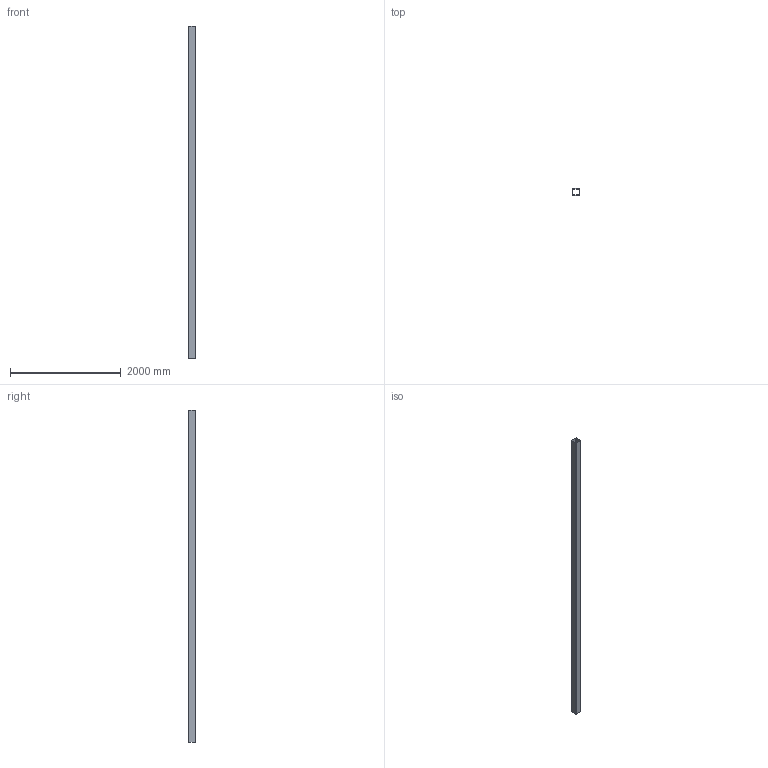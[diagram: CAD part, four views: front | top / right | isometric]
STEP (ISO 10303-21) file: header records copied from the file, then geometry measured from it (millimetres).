
FILE_DESCRIPTION (( 'STEP AP203' ), '1' );
FILE_NAME ('1374-18.step', '2015-09-17T14:43:06', ( '' ), ( '' ), 'SwSTEP 2.0', 'SolidWorks 2015', '' );
FILE_SCHEMA (( 'CONFIG_CONTROL_DESIGN' ));
Products named in the file (1): 1374-18
Bounding box: 120 x 120 x 6000 mm (x, y, z)
Volume: 8360263.4 mm3; surface area: 5580353.5 mm2
Topology: 1 solids, 1 shells, 1402 faces, 5333 edges, 2754 vertices
Faces by surface type: torus 1200, plane 123, bspline 79
Entity records: 79123 total; most frequent: CARTESIAN_POINT 43380, ORIENTED_EDGE 8266, DIRECTION 6623, EDGE_CURVE 4133, VERTEX_POINT 2754, AXIS2_PLACEMENT_3D 2524, LINE 1575, VECTOR 1575
